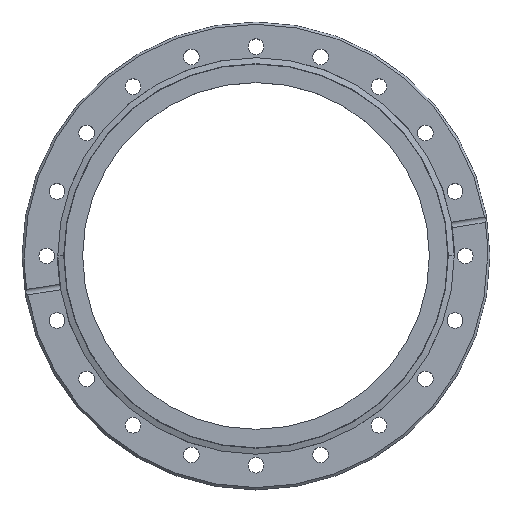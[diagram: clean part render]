
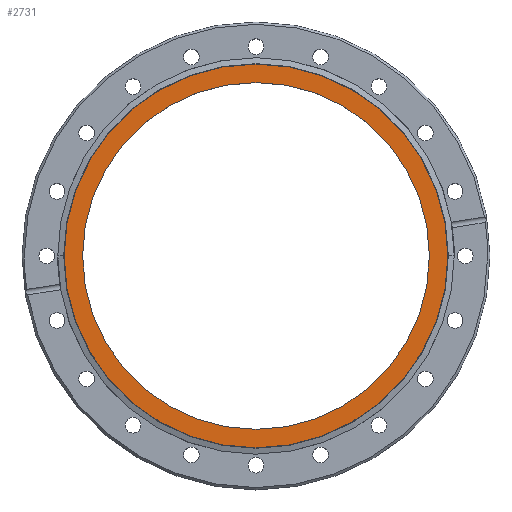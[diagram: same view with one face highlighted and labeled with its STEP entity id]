
A CAD part, top view. The second image highlights one B-rep face of the part: STEP entity #2731.
In plain terms, the highlighted planar face has unit normal (0, 0, 1).
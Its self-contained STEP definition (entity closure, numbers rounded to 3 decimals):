
#9 = DIRECTION ( 'NONE',  ( -1., 0., 0. ) ) ;
#65 = DIRECTION ( 'NONE',  ( 0., 0., -1. ) ) ;
#154 = CARTESIAN_POINT ( 'NONE',  ( 0., 0., -1.2 ) ) ;
#259 = DIRECTION ( 'NONE',  ( -1., 0., 0. ) ) ;
#273 = DIRECTION ( 'NONE',  ( 0., 0., -1. ) ) ;
#290 = CARTESIAN_POINT ( 'NONE',  ( 0., 0., -1.2 ) ) ;
#466 = CIRCLE ( 'NONE', #3924, 82.998 ) ;
#552 = FACE_OUTER_BOUND ( 'NONE', #1727, .T. ) ;
#602 = CIRCLE ( 'NONE', #3667, 75. ) ;
#691 = DIRECTION ( 'NONE',  ( -1., 0., 0. ) ) ;
#766 = CIRCLE ( 'NONE', #2317, 75. ) ;
#880 = DIRECTION ( 'NONE',  ( 0., 0., -1. ) ) ;
#891 = ORIENTED_EDGE ( 'NONE', *, *, #3095, .F. ) ;
#993 = ORIENTED_EDGE ( 'NONE', *, *, #3014, .F. ) ;
#1079 = ORIENTED_EDGE ( 'NONE', *, *, #1959, .T. ) ;
#1302 = EDGE_LOOP ( 'NONE', ( #1079, #1703 ) ) ;
#1584 = CARTESIAN_POINT ( 'NONE',  ( 75., 0., -1.2 ) ) ;
#1681 = CARTESIAN_POINT ( 'NONE',  ( 0., 0., -1.2 ) ) ;
#1703 = ORIENTED_EDGE ( 'NONE', *, *, #1758, .T. ) ;
#1727 = EDGE_LOOP ( 'NONE', ( #891, #993 ) ) ;
#1744 = DIRECTION ( 'NONE',  ( -1., 0., 0. ) ) ;
#1758 = EDGE_CURVE ( 'NONE', #3922, #2739, #766, .T. ) ;
#1784 = DIRECTION ( 'NONE',  ( 0., 0., -1. ) ) ;
#1819 = DIRECTION ( 'NONE',  ( -1., 0., 0. ) ) ;
#1872 = DIRECTION ( 'NONE',  ( 0., 0., -1. ) ) ;
#1959 = EDGE_CURVE ( 'NONE', #2739, #3922, #602, .T. ) ;
#2100 = CARTESIAN_POINT ( 'NONE',  ( -82.998, 0., -1.2 ) ) ;
#2129 = CARTESIAN_POINT ( 'NONE',  ( 0., 0., -1.2 ) ) ;
#2289 = CIRCLE ( 'NONE', #2502, 82.998 ) ;
#2317 = AXIS2_PLACEMENT_3D ( 'NONE', #1681, #1784, #1744 ) ;
#2502 = AXIS2_PLACEMENT_3D ( 'NONE', #290, #273, #259 ) ;
#2681 = CARTESIAN_POINT ( 'NONE',  ( -75., 0., -1.2 ) ) ;
#2692 = VERTEX_POINT ( 'NONE', #3318 ) ;
#2731 = ADVANCED_FACE ( 'NONE', ( #552, #2980 ), #2986, .F. ) ;
#2739 = VERTEX_POINT ( 'NONE', #2681 ) ;
#2905 = AXIS2_PLACEMENT_3D ( 'NONE', #3600, #880, #691 ) ;
#2980 = FACE_BOUND ( 'NONE', #1302, .T. ) ;
#2986 = PLANE ( 'NONE',  #2905 ) ;
#3014 = EDGE_CURVE ( 'NONE', #3595, #2692, #2289, .T. ) ;
#3095 = EDGE_CURVE ( 'NONE', #2692, #3595, #466, .T. ) ;
#3318 = CARTESIAN_POINT ( 'NONE',  ( 82.998, 0., -1.2 ) ) ;
#3595 = VERTEX_POINT ( 'NONE', #2100 ) ;
#3600 = CARTESIAN_POINT ( 'NONE',  ( 82.998, 0., -1.2 ) ) ;
#3667 = AXIS2_PLACEMENT_3D ( 'NONE', #2129, #1872, #1819 ) ;
#3922 = VERTEX_POINT ( 'NONE', #1584 ) ;
#3924 = AXIS2_PLACEMENT_3D ( 'NONE', #154, #65, #9 ) ;
